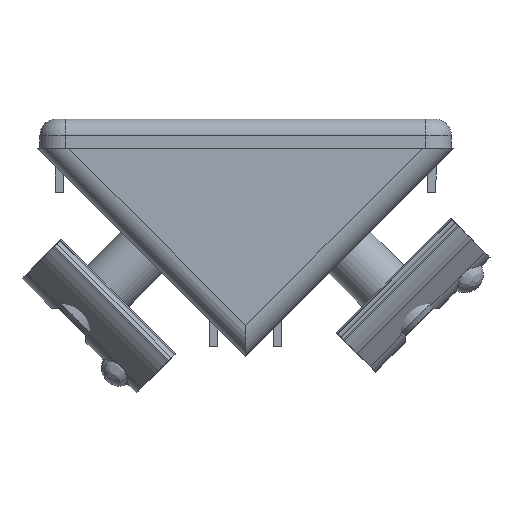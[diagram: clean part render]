
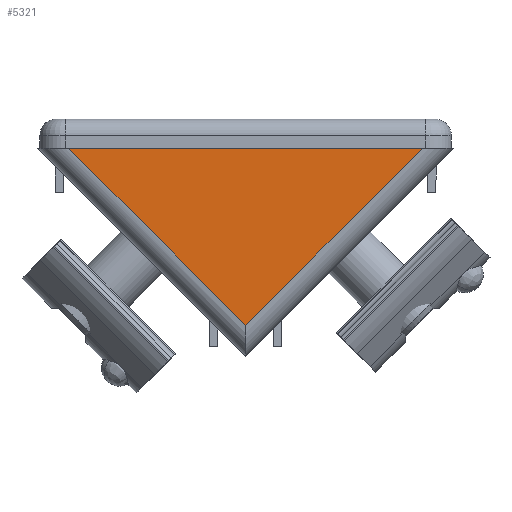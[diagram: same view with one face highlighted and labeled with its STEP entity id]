
A CAD part, front view. The second image highlights one B-rep face of the part: STEP entity #5321.
In plain terms, the highlighted planar face has unit normal (0, -1, -0.009).
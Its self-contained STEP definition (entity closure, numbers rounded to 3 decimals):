
#20 = VECTOR ( 'NONE', #5669, 1000. ) ;
#746 = FACE_OUTER_BOUND ( 'NONE', #2570, .T. ) ;
#799 = LINE ( 'NONE', #10947, #1519 ) ;
#1401 = VERTEX_POINT ( 'NONE', #7283 ) ;
#1519 = VECTOR ( 'NONE', #3233, 1000. ) ;
#1704 = ORIENTED_EDGE ( 'NONE', *, *, #11049, .T. ) ;
#2570 = EDGE_LOOP ( 'NONE', ( #1704, #9988, #5373 ) ) ;
#3233 = DIRECTION ( 'NONE',  ( -1., 0., 0. ) ) ;
#4022 = VECTOR ( 'NONE', #4992, 1000. ) ;
#4210 = CARTESIAN_POINT ( 'NONE',  ( -28.284, -20., 0. ) ) ;
#4804 = CARTESIAN_POINT ( 'NONE',  ( 24.068, -20., 0. ) ) ;
#4992 = DIRECTION ( 'NONE',  ( 0.707, -0.006, 0.707 ) ) ;
#5039 = AXIS2_PLACEMENT_3D ( 'NONE', #4210, #9201, #10219 ) ;
#5321 = ADVANCED_FACE ( 'NONE', ( #746 ), #11123, .T. ) ;
#5373 = ORIENTED_EDGE ( 'NONE', *, *, #9100, .T. ) ;
#5497 = CARTESIAN_POINT ( 'NONE',  ( -26.176, -20.018, 2.108 ) ) ;
#5669 = DIRECTION ( 'NONE',  ( 0.707, 0.006, -0.707 ) ) ;
#5814 = CARTESIAN_POINT ( 'NONE',  ( -2.107, -19.772, -26.175 ) ) ;
#6501 = LINE ( 'NONE', #5497, #20 ) ;
#7283 = CARTESIAN_POINT ( 'NONE',  ( -24.068, -20., 0. ) ) ;
#7439 = EDGE_CURVE ( 'NONE', #7670, #8910, #9253, .T. ) ;
#7670 = VERTEX_POINT ( 'NONE', #11153 ) ;
#8910 = VERTEX_POINT ( 'NONE', #4804 ) ;
#9100 = EDGE_CURVE ( 'NONE', #8910, #1401, #799, .T. ) ;
#9201 = DIRECTION ( 'NONE',  ( 0., -1., -0.009 ) ) ;
#9253 = LINE ( 'NONE', #5814, #4022 ) ;
#9988 = ORIENTED_EDGE ( 'NONE', *, *, #7439, .T. ) ;
#10219 = DIRECTION ( 'NONE',  ( 0., 0.009, -1. ) ) ;
#10947 = CARTESIAN_POINT ( 'NONE',  ( -28.284, -20., 0. ) ) ;
#11049 = EDGE_CURVE ( 'NONE', #1401, #7670, #6501, .T. ) ;
#11123 = PLANE ( 'NONE',  #5039 ) ;
#11153 = CARTESIAN_POINT ( 'NONE',  ( 0., -19.79, -24.068 ) ) ;
